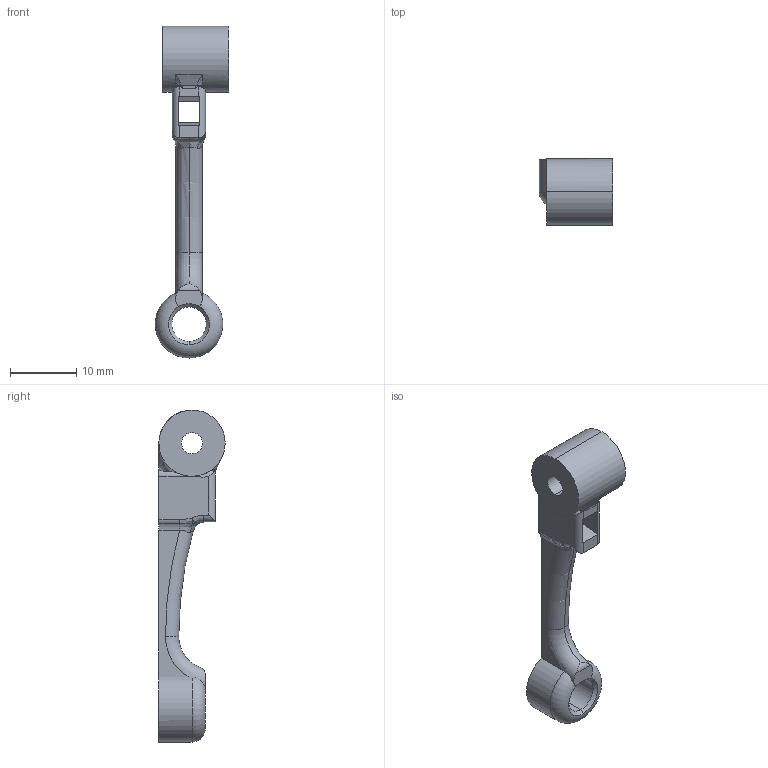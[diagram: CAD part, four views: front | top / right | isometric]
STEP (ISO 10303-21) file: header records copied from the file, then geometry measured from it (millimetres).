
FILE_DESCRIPTION (( 'STEP AP214' ), '1' );
FILE_NAME ('Tangent Arm.STEP', '2020-12-15T00:08:36', ( '' ), ( '' ), 'SwSTEP 2.0', 'SolidWorks 2020', '' );
FILE_SCHEMA (( 'AUTOMOTIVE_DESIGN' ));
Length unit declared in the file: millimetre
Products named in the file (1): Tangent Arm
Bounding box: 11.1 x 10 x 50.1 mm (x, y, z)
Volume: 1655.9 mm3; surface area: 1566.1 mm2
Topology: 1 solids, 1 shells, 71 faces, 192 edges, 117 vertices
Faces by surface type: cylinder 23, bspline 20, plane 19, torus 5, cone 4
Entity records: 3554 total; most frequent: CARTESIAN_POINT 1939, ORIENTED_EDGE 376, DIRECTION 273, EDGE_CURVE 188, VERTEX_POINT 117, AXIS2_PLACEMENT_3D 104, EDGE_LOOP 75, FACE_OUTER_BOUND 71
